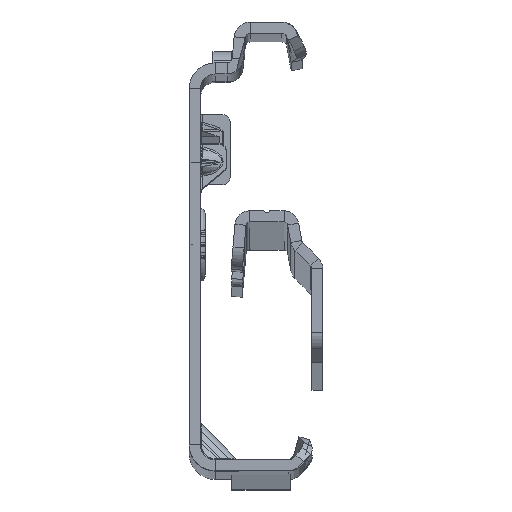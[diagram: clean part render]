
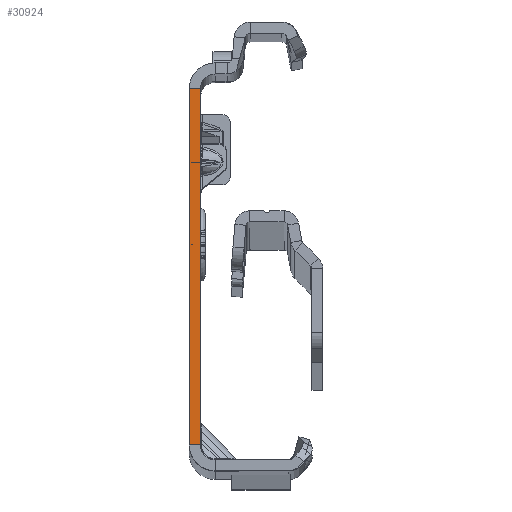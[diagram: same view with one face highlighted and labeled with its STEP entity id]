
A CAD part, top view. The second image highlights one B-rep face of the part: STEP entity #30924.
In plain terms, the highlighted planar face has unit normal (0, 0, 1).
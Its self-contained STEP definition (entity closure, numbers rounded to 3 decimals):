
#849 = CARTESIAN_POINT ( 'NONE',  ( -1.5, -27.865, 0. ) ) ;
#1559 = VECTOR ( 'NONE', #2427, 1000. ) ;
#2427 = DIRECTION ( 'NONE',  ( 0., -1., 0. ) ) ;
#3568 = ORIENTED_EDGE ( 'NONE', *, *, #15844, .T. ) ;
#5604 = CARTESIAN_POINT ( 'NONE',  ( 0., -25.865, 0. ) ) ;
#5859 = DIRECTION ( 'NONE',  ( -1., 0., 0. ) ) ;
#11596 = FACE_OUTER_BOUND ( 'NONE', #52953, .T. ) ;
#15844 = EDGE_CURVE ( 'NONE', #33746, #28905, #38014, .T. ) ;
#16199 = DIRECTION ( 'NONE',  ( 1., 0., 0. ) ) ;
#16965 = CARTESIAN_POINT ( 'NONE',  ( -1.5, -25.865, 0. ) ) ;
#17024 = VECTOR ( 'NONE', #5859, 1000. ) ;
#17733 = VECTOR ( 'NONE', #32880, 1000. ) ;
#18671 = EDGE_CURVE ( 'NONE', #26396, #51607, #27912, .T. ) ;
#21744 = VECTOR ( 'NONE', #43931, 1000. ) ;
#22091 = ORIENTED_EDGE ( 'NONE', *, *, #39003, .F. ) ;
#25380 = CARTESIAN_POINT ( 'NONE',  ( 0., -25.865, 0. ) ) ;
#26396 = VERTEX_POINT ( 'NONE', #48398 ) ;
#27912 = LINE ( 'NONE', #28168, #1559 ) ;
#28142 = PLANE ( 'NONE',  #32877 ) ;
#28168 = CARTESIAN_POINT ( 'NONE',  ( 0., -27.865, 0. ) ) ;
#28202 = CARTESIAN_POINT ( 'NONE',  ( 0., 22.135, 0. ) ) ;
#28905 = VERTEX_POINT ( 'NONE', #16965 ) ;
#30924 = ADVANCED_FACE ( 'NONE', ( #11596 ), #28142, .T. ) ;
#32877 = AXIS2_PLACEMENT_3D ( 'NONE', #49275, #45204, #16199 ) ;
#32880 = DIRECTION ( 'NONE',  ( 0., -1., 0. ) ) ;
#33746 = VERTEX_POINT ( 'NONE', #44595 ) ;
#38014 = LINE ( 'NONE', #849, #17733 ) ;
#39003 = EDGE_CURVE ( 'NONE', #51607, #28905, #42221, .T. ) ;
#40149 = ORIENTED_EDGE ( 'NONE', *, *, #45496, .T. ) ;
#42221 = LINE ( 'NONE', #5604, #17024 ) ;
#42387 = ORIENTED_EDGE ( 'NONE', *, *, #18671, .F. ) ;
#43931 = DIRECTION ( 'NONE',  ( -1., 0., 0. ) ) ;
#44595 = CARTESIAN_POINT ( 'NONE',  ( -1.5, 22.135, 0. ) ) ;
#45204 = DIRECTION ( 'NONE',  ( 0., 0., 1. ) ) ;
#45496 = EDGE_CURVE ( 'NONE', #26396, #33746, #48795, .T. ) ;
#48398 = CARTESIAN_POINT ( 'NONE',  ( 0., 22.135, 0. ) ) ;
#48795 = LINE ( 'NONE', #28202, #21744 ) ;
#49275 = CARTESIAN_POINT ( 'NONE',  ( -1.5, -27.865, 0. ) ) ;
#51607 = VERTEX_POINT ( 'NONE', #25380 ) ;
#52953 = EDGE_LOOP ( 'NONE', ( #42387, #40149, #3568, #22091 ) ) ;
